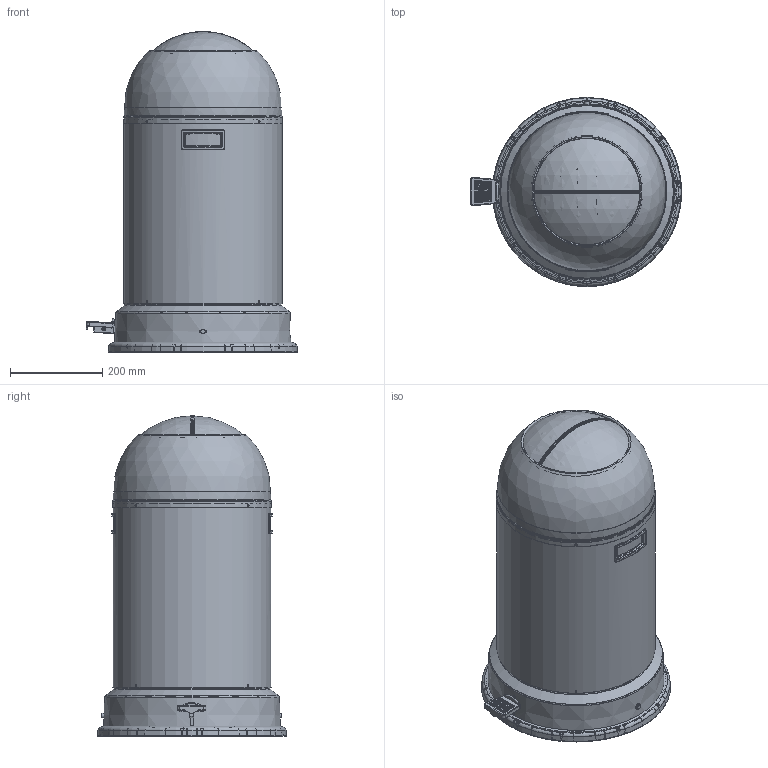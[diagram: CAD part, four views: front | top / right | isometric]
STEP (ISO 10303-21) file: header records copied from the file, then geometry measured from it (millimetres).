
FILE_DESCRIPTION(/* description */ ('Kickmaster CL Soft'),/* implementation_level */ '2;1');
FILE_NAME(/* name */ '183631 Kickmaster CL Soft.stp',/* time_stamp */ '2024-05-02T15:01:55+02:00',/* author */ ('l.breulmann'),/* organization */ ('Wesco'),/* preprocessor_version */ 'ST-DEVELOPER v20',/* originating_system */ 'Autodesk Inventor 2025',/* authorisation */ '');
FILE_SCHEMA (('AUTOMOTIVE_DESIGN { 1 0 10303 214 3 1 1 }'));
Length unit declared in the file: millimetre
Products named in the file (25): 183631 ; 1836001-1 ; 1836002-2 ; 1836004-1; 1801009-2 ; 1801007-1 ; 183631-100 ; 1836310-1  ; 1836311-1 ; 1801002-2 ; 1836008-1; 1751009-1 ; 1781006-1; 183631-200 ; 1821004-1 ; 1781005-1 ; 1836012-1 ; 1771027-2; 183631-300; 1836009-1 ; 1836010-1 ; 1836011-1 ; 183631-400  ; 1836003-1; Federhalterung
Assembly tree (27 placements, depth 3):
  183631 
    1836001-1 
    1836002-2 
    1836004-1
    1801009-2 
    1801007-1 
    183631-100   x2
      1836310-1  
      1836311-1 
    1801002-2 
    1836008-1
    1751009-1   x2
    1781006-1
    183631-200 
      1821004-1 
      1781005-1 
      1836012-1 
      1771027-2  x2
    183631-300
      1836009-1 
      1836010-1 
      1836011-1 
    183631-400  
      1836003-1
      Federhalterung
Bounding box: 458.53 x 410.81 x 696.39 mm (x, y, z)
Volume: 2574766.2 mm3; surface area: 3301750 mm2
Topology: 24 solids, 28 shells, 4733 faces, 12073 edges, 7140 vertices
Faces by surface type: bspline 1515, plane 1143, cylinder 1004, torus 585, sphere 370, cone 116
Full cylindrical faces by diameter (mm): 2.25 x2, 2.5 x1, 3.5 x8, 4 x1, 4.2 x22, 5 x2, 5.1 x12, 5.2 x7, 6 x2, 6.4 x1, 6.5 x1, 7.5 x2, 8 x8, 10 x3, 10.2 x2, 14 x2, 42.7 x1, 304.6 x1, 309 x1, 336 x1, 338 x1, 340 x1, 342 x1, 342.4 x1, 344 x2, 344.4 x1, 346.4 x1, 375 x1, 383 x1
Entity records: 136634 total; most frequent: CARTESIAN_POINT 57252, ORIENTED_EDGE 17540, DIRECTION 14946, EDGE_CURVE 8770, AXIS2_PLACEMENT_3D 5956, VERTEX_POINT 5379, EDGE_LOOP 3610, FACE_OUTER_BOUND 3442
